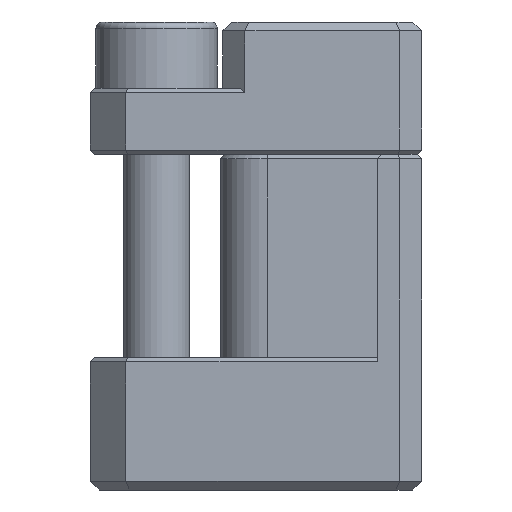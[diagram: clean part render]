
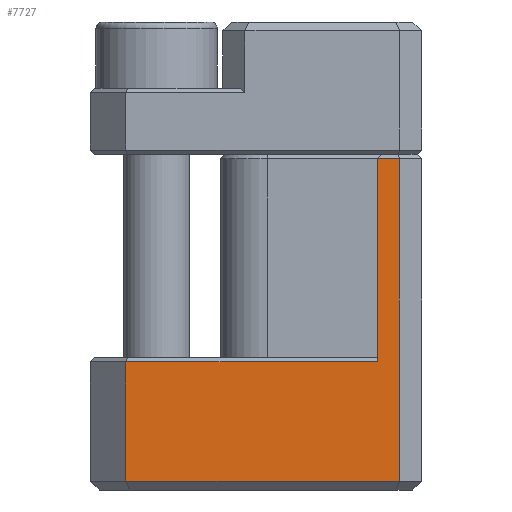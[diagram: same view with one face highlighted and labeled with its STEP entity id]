
A CAD part, left-side view. The second image highlights one B-rep face of the part: STEP entity #7727.
In plain terms, the highlighted planar face has unit normal (-1, 0, 0).
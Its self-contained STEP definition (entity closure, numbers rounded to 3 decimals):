
#683=FACE_OUTER_BOUND('',#1164,.T.);
#1164=EDGE_LOOP('',(#5599,#5600,#5601,#5602,#5603,#5604));
#1716=LINE('',#11387,#2413);
#1760=LINE('',#11493,#2457);
#1762=LINE('',#11498,#2459);
#1773=LINE('',#11522,#2470);
#1774=LINE('',#11524,#2471);
#1775=LINE('',#11525,#2472);
#2413=VECTOR('',#9288,10.);
#2457=VECTOR('',#9388,10.);
#2459=VECTOR('',#9394,10.);
#2470=VECTOR('',#9417,10.);
#2471=VECTOR('',#9418,10.);
#2472=VECTOR('',#9419,10.);
#3291=VERTEX_POINT('',#11377);
#3294=VERTEX_POINT('',#11385);
#3328=VERTEX_POINT('',#11492);
#3329=VERTEX_POINT('',#11497);
#3336=VERTEX_POINT('',#11521);
#3337=VERTEX_POINT('',#11523);
#4100=EDGE_CURVE('',#3294,#3291,#1716,.T.);
#4153=EDGE_CURVE('',#3328,#3291,#1760,.T.);
#4155=EDGE_CURVE('',#3328,#3329,#1762,.T.);
#4167=EDGE_CURVE('',#3336,#3294,#1773,.T.);
#4168=EDGE_CURVE('',#3337,#3336,#1774,.T.);
#4169=EDGE_CURVE('',#3337,#3329,#1775,.T.);
#5599=ORIENTED_EDGE('',*,*,#4100,.F.);
#5600=ORIENTED_EDGE('',*,*,#4167,.F.);
#5601=ORIENTED_EDGE('',*,*,#4168,.F.);
#5602=ORIENTED_EDGE('',*,*,#4169,.T.);
#5603=ORIENTED_EDGE('',*,*,#4155,.F.);
#5604=ORIENTED_EDGE('',*,*,#4153,.T.);
#7424=PLANE('',#8273);
#7727=ADVANCED_FACE('',(#683),#7424,.T.);
#8273=AXIS2_PLACEMENT_3D('',#11520,#9415,#9416);
#9288=DIRECTION('',(0.,1.,0.));
#9388=DIRECTION('',(0.,0.,-1.));
#9394=DIRECTION('',(0.,-1.,0.));
#9415=DIRECTION('center_axis',(-1.,0.,0.));
#9416=DIRECTION('ref_axis',(0.,1.,0.));
#9417=DIRECTION('',(0.,0.,-1.));
#9418=DIRECTION('',(0.,-1.,0.));
#9419=DIRECTION('',(0.,0.,-1.));
#11377=CARTESIAN_POINT('',(-3.1,1.4,-14.8));
#11385=CARTESIAN_POINT('',(-3.1,-11.,-14.8));
#11387=CARTESIAN_POINT('',(-3.1,-6.,-14.8));
#11492=CARTESIAN_POINT('',(-3.1,1.4,-9.4));
#11493=CARTESIAN_POINT('',(-3.1,1.4,0.));
#11497=CARTESIAN_POINT('',(-3.1,-10.,-9.4));
#11498=CARTESIAN_POINT('',(-3.1,-6.,-9.4));
#11520=CARTESIAN_POINT('Origin',(-3.1,-12.,0.));
#11521=CARTESIAN_POINT('',(-3.1,-11.,-0.2));
#11522=CARTESIAN_POINT('',(-3.1,-11.,0.));
#11523=CARTESIAN_POINT('',(-3.1,-10.,-0.2));
#11524=CARTESIAN_POINT('',(-3.1,-8.25,-0.2));
#11525=CARTESIAN_POINT('',(-3.1,-10.,0.));
